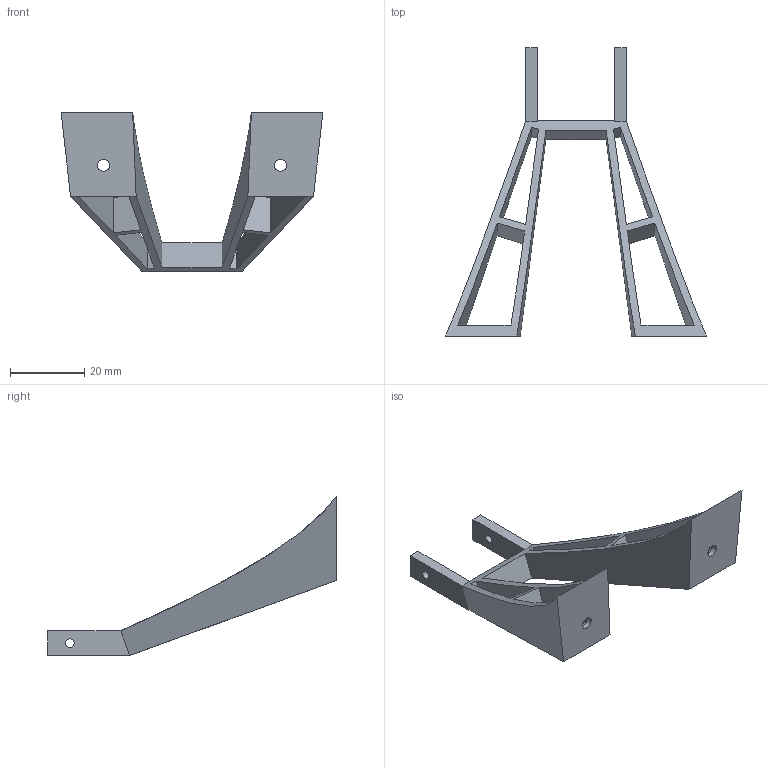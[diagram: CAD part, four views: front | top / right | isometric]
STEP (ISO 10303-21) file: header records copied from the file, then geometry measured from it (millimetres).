
FILE_DESCRIPTION(/* description */ (''),/* implementation_level */ '2;1');
FILE_NAME(/* name */ 'Camera-Mount-Body.step',/* time_stamp */ '2025-09-20T22:44:57+06:00',/* author */ (''),/* organization */ (''),/* preprocessor_version */ 'ST-DEVELOPER v20.1',/* originating_system */ 'Autodesk Translation Framework v14.17.0.0',/* authorisation */ '');
FILE_SCHEMA (('AUTOMOTIVE_DESIGN { 1 0 10303 214 3 1 1 }'));
Length unit declared in the file: millimetre
Products named in the file (1): Configuration 1
Bounding box: 70.47 x 77.73 x 42.85 mm (x, y, z)
Volume: 8850.7 mm3; surface area: 9618.9 mm2
Topology: 1 solids, 1 shells, 56 faces, 154 edges, 100 vertices
Faces by surface type: plane 51, cylinder 4, bspline 1
Full cylindrical faces by diameter (mm): 2.3 x2, 3.2 x2
Entity records: 1939 total; most frequent: CARTESIAN_POINT 489, ORIENTED_EDGE 308, DIRECTION 244, EDGE_CURVE 154, LINE 116, VECTOR 116, VERTEX_POINT 100, EDGE_LOOP 72
